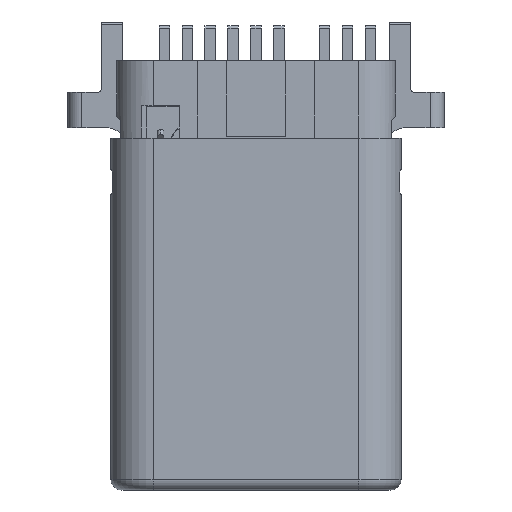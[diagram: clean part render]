
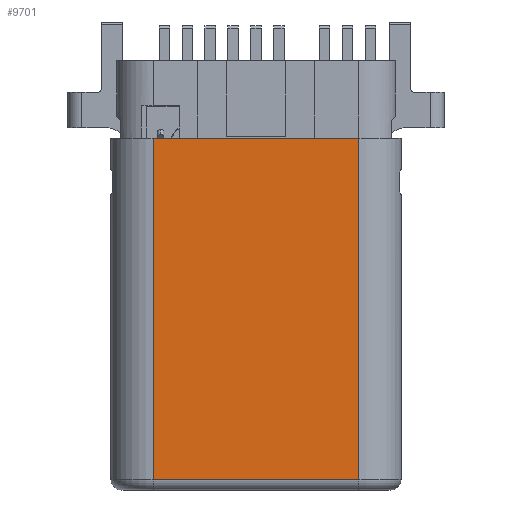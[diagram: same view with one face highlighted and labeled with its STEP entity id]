
A CAD part, front view. The second image highlights one B-rep face of the part: STEP entity #9701.
In plain terms, the highlighted planar face has unit normal (0, -1, 0).
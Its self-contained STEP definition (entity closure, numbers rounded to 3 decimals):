
#2032=DIRECTION('',(0.,0.,1.));
#2033=VECTOR('',#2032,9.7);
#2034=CARTESIAN_POINT('',(2.925,-1.17,-8.76));
#2035=LINE('',#2034,#2033);
#2286=DIRECTION('',(1.,0.,0.));
#2287=VECTOR('',#2286,5.85);
#2288=CARTESIAN_POINT('',(-2.925,-1.17,0.94));
#2289=LINE('',#2288,#2287);
#2294=DIRECTION('',(1.,0.,0.));
#2295=VECTOR('',#2294,5.85);
#2296=CARTESIAN_POINT('',(-2.925,-1.17,-8.76));
#2297=LINE('',#2296,#2295);
#2387=DIRECTION('',(0.,0.,-1.));
#2388=VECTOR('',#2387,9.7);
#2389=CARTESIAN_POINT('',(-2.925,-1.17,0.94));
#2390=LINE('',#2389,#2388);
#6696=CARTESIAN_POINT('',(2.925,-1.17,0.94));
#6697=VERTEX_POINT('',#6696);
#6698=CARTESIAN_POINT('',(-2.925,-1.17,0.94));
#6699=VERTEX_POINT('',#6698);
#6700=CARTESIAN_POINT('',(2.925,-1.17,-8.76));
#6701=VERTEX_POINT('',#6700);
#6743=CARTESIAN_POINT('',(-2.925,-1.17,-8.76));
#6744=VERTEX_POINT('',#6743);
#9688=CARTESIAN_POINT('',(4.125,-1.17,2.44));
#9689=DIRECTION('',(0.,-1.,0.));
#9690=DIRECTION('',(-1.,0.,0.));
#9691=AXIS2_PLACEMENT_3D('',#9688,#9689,#9690);
#9692=PLANE('',#9691);
#9693=ORIENTED_EDGE('',*,*,#9579,.T.);
#9694=ORIENTED_EDGE('',*,*,#9558,.F.);
#9696=ORIENTED_EDGE('',*,*,#9695,.F.);
#9698=ORIENTED_EDGE('',*,*,#9697,.F.);
#9699=EDGE_LOOP('',(#9693,#9694,#9696,#9698));
#9700=FACE_OUTER_BOUND('',#9699,.F.);
#9701=ADVANCED_FACE('',(#9700),#9692,.T.);
#9558=EDGE_CURVE('',#6701,#6697,#2035,.T.);
#9579=EDGE_CURVE('',#6699,#6697,#2289,.T.);
#9695=EDGE_CURVE('',#6744,#6701,#2297,.T.);
#9697=EDGE_CURVE('',#6699,#6744,#2390,.T.);
